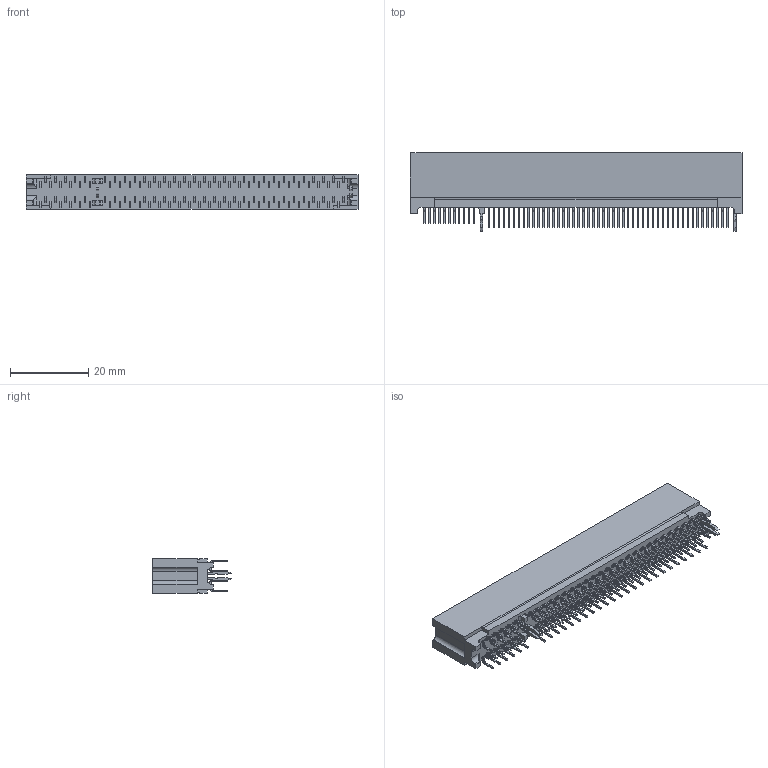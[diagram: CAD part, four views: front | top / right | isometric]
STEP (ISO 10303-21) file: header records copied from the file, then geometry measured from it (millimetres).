
FILE_DESCRIPTION((''),'2;1');
FILE_NAME('C-1-5145167-2','2018-09-21T',('workeradm'),('TE Connectivity Ltd.'),'CREO PARAMETRIC BY PTC INC, 2016050','CREO PARAMETRIC BY PTC INC, 2016050','');
FILE_SCHEMA(('AUTOMOTIVE_DESIGN { 1 0 10303 214 1 1 1 1 }'));
Length unit declared in the file: inch
Products named in the file (1): C-1-5145167-2
Bounding box: 84.84 x 20.13 x 8.89 mm (x, y, z)
Volume: 9483.8 mm3; surface area: 6898.6 mm2
Topology: 1 solids, 1 shells, 2309 faces, 6170 edges, 4110 vertices
Faces by surface type: plane 1676, cylinder 633
Entity records: 71857 total; most frequent: CARTESIAN_POINT 12647, ORIENTED_EDGE 12340, DIRECTION 12036, EDGE_CURVE 6170, VECTOR 4898, LINE 4898, VERTEX_POINT 4110, AXIS2_PLACEMENT_3D 3569
